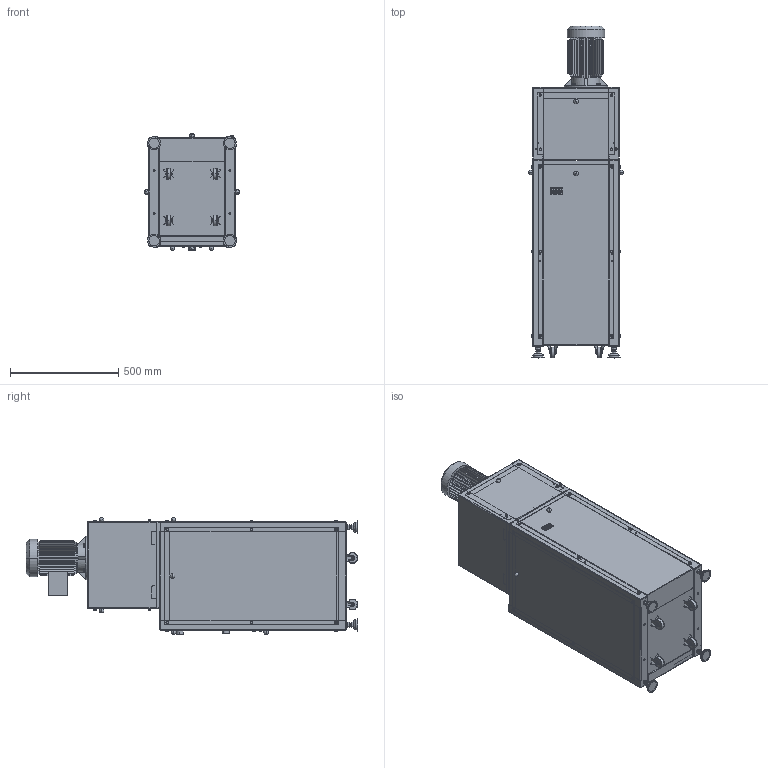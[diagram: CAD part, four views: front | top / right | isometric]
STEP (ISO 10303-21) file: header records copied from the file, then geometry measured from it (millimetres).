
FILE_DESCRIPTION (( 'STEP AP203' ), '1' );
FILE_NAME ('[STEP]BSP-E07N.STEP', '2023-11-20T06:11:42', ( '' ), ( '' ), 'SwSTEP 2.0', 'SolidWorks 2019', '' );
FILE_SCHEMA (( 'CONFIG_CONTROL_DESIGN' ));
Length unit declared in the file: millimetre
Products named in the file (5): Part4^BSP-E07N-1000_穴埋め用; ●Part4^BSP-E07N-1000_穴埋め用; Part5^BSP-E07N-1000_穴埋め用; 04003210_ポンプパネル; [STEP]BSP-E07N
Assembly tree (5 placements, depth 2):
  [STEP]BSP-E07N
    04003210_ポンプパネル  x2
    Part4^BSP-E07N-1000_穴埋め用
    Part5^BSP-E07N-1000_穴埋め用
    ●Part4^BSP-E07N-1000_穴埋め用
Bounding box: 440.4 x 1532 x 540.4 mm (x, y, z)
Volume: 222241941 mm3; surface area: 5840508.3 mm2
Topology: 9 solids, 43 shells, 3499 faces, 8744 edges, 5436 vertices
Faces by surface type: plane 2081, cylinder 918, cone 420, bspline 56, sphere 24
Entity records: 107165 total; most frequent: CARTESIAN_POINT 23277, DIRECTION 17710, ORIENTED_EDGE 17228, EDGE_CURVE 8614, AXIS2_PLACEMENT_3D 6515, VERTEX_POINT 5360, VECTOR 4680, LINE 4680
